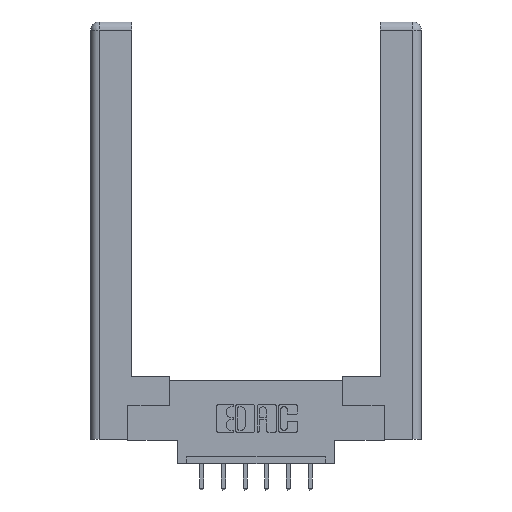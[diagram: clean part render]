
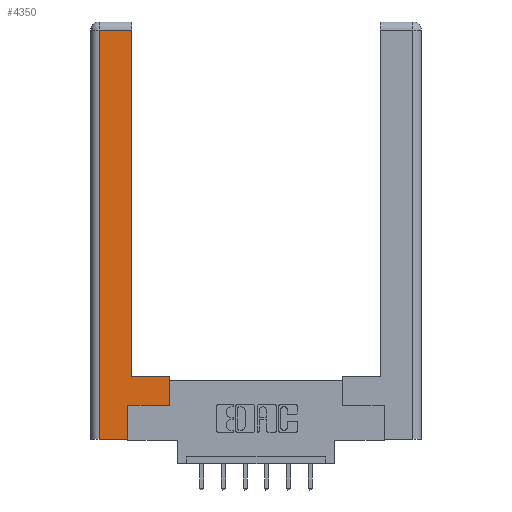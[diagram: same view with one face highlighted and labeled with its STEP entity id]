
A CAD part, top view. The second image highlights one B-rep face of the part: STEP entity #4350.
In plain terms, the highlighted planar face has unit normal (0, 0, 1).
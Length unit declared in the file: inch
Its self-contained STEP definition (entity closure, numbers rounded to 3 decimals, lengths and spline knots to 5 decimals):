
#116 = CARTESIAN_POINT ( 'NONE',  ( 0.265, 0.245, 0. ) ) ;
#243 = EDGE_CURVE ( 'NONE', #7775, #10818, #11065, .T. ) ;
#304 = CARTESIAN_POINT ( 'NONE',  ( 0.0615, 2.94, 0. ) ) ;
#1283 = VECTOR ( 'NONE', #4823, 39.37008 ) ;
#1597 = VECTOR ( 'NONE', #6580, 39.37008 ) ;
#1824 = EDGE_CURVE ( 'NONE', #5194, #3778, #8168, .T. ) ;
#1988 = EDGE_CURVE ( 'NONE', #6474, #3984, #9464, .T. ) ;
#2154 = DIRECTION ( 'NONE',  ( -1., 0., 0. ) ) ;
#2178 = VECTOR ( 'NONE', #11136, 39.37008 ) ;
#2419 = DIRECTION ( 'NONE',  ( 0., 1., 0. ) ) ;
#2480 = VECTOR ( 'NONE', #2419, 39.37008 ) ;
#2831 = VERTEX_POINT ( 'NONE', #10311 ) ;
#3020 = LINE ( 'NONE', #11561, #11987 ) ;
#3040 = EDGE_CURVE ( 'NONE', #3778, #7775, #6260, .T. ) ;
#3119 = CARTESIAN_POINT ( 'NONE',  ( 0.265, 0., 0. ) ) ;
#3522 = ORIENTED_EDGE ( 'NONE', *, *, #8034, .T. ) ;
#3609 = DIRECTION ( 'NONE',  ( 0., -1., 0. ) ) ;
#3714 = EDGE_CURVE ( 'NONE', #10818, #2831, #3020, .T. ) ;
#3778 = VERTEX_POINT ( 'NONE', #10977 ) ;
#3910 = LINE ( 'NONE', #304, #7990 ) ;
#3984 = VERTEX_POINT ( 'NONE', #9299 ) ;
#4106 = EDGE_CURVE ( 'NONE', #9047, #5194, #3910, .T. ) ;
#4350 = ADVANCED_FACE ( 'NONE', ( #6682 ), #6650, .F. ) ;
#4710 = CARTESIAN_POINT ( 'NONE',  ( 0.295, 0.45, 0. ) ) ;
#4823 = DIRECTION ( 'NONE',  ( 0., 1., 0. ) ) ;
#5194 = VERTEX_POINT ( 'NONE', #7675 ) ;
#5267 = ORIENTED_EDGE ( 'NONE', *, *, #8020, .T. ) ;
#5999 = LINE ( 'NONE', #7469, #1597 ) ;
#6005 = VECTOR ( 'NONE', #3609, 39.37008 ) ;
#6078 = AXIS2_PLACEMENT_3D ( 'NONE', #8584, #8507, #9471 ) ;
#6260 = LINE ( 'NONE', #9926, #7255 ) ;
#6276 = ORIENTED_EDGE ( 'NONE', *, *, #4106, .T. ) ;
#6474 = VERTEX_POINT ( 'NONE', #8848 ) ;
#6580 = DIRECTION ( 'NONE',  ( 0., 1., 0. ) ) ;
#6650 = PLANE ( 'NONE',  #6078 ) ;
#6682 = FACE_OUTER_BOUND ( 'NONE', #7208, .T. ) ;
#6735 = ORIENTED_EDGE ( 'NONE', *, *, #1988, .T. ) ;
#6837 = DIRECTION ( 'NONE',  ( 1., 0., 0. ) ) ;
#7091 = CARTESIAN_POINT ( 'NONE',  ( 0.265, 0.245, 0. ) ) ;
#7208 = EDGE_LOOP ( 'NONE', ( #5267, #6276, #8459, #8336, #11421, #11954, #3522, #6735 ) ) ;
#7255 = VECTOR ( 'NONE', #10791, 39.37008 ) ;
#7469 = CARTESIAN_POINT ( 'NONE',  ( 0.295, 3., 0. ) ) ;
#7675 = CARTESIAN_POINT ( 'NONE',  ( 0.0615, 2.94, 0. ) ) ;
#7775 = VERTEX_POINT ( 'NONE', #3119 ) ;
#7990 = VECTOR ( 'NONE', #2154, 39.37008 ) ;
#8020 = EDGE_CURVE ( 'NONE', #3984, #9047, #5999, .T. ) ;
#8034 = EDGE_CURVE ( 'NONE', #2831, #6474, #9339, .T. ) ;
#8119 = CARTESIAN_POINT ( 'NONE',  ( 0.295, 2.94, 0. ) ) ;
#8168 = LINE ( 'NONE', #11951, #6005 ) ;
#8336 = ORIENTED_EDGE ( 'NONE', *, *, #3040, .T. ) ;
#8459 = ORIENTED_EDGE ( 'NONE', *, *, #1824, .T. ) ;
#8507 = DIRECTION ( 'NONE',  ( 0., 0., -1. ) ) ;
#8584 = CARTESIAN_POINT ( 'NONE',  ( 0., 0., 0. ) ) ;
#8848 = CARTESIAN_POINT ( 'NONE',  ( 0.565, 0.45, 0. ) ) ;
#9047 = VERTEX_POINT ( 'NONE', #8119 ) ;
#9299 = CARTESIAN_POINT ( 'NONE',  ( 0.295, 0.45, 0. ) ) ;
#9339 = LINE ( 'NONE', #10326, #1283 ) ;
#9464 = LINE ( 'NONE', #4710, #2178 ) ;
#9471 = DIRECTION ( 'NONE',  ( -1., 0., 0. ) ) ;
#9926 = CARTESIAN_POINT ( 'NONE',  ( 0.265, 0., 0. ) ) ;
#10311 = CARTESIAN_POINT ( 'NONE',  ( 0.565, 0.245, 0. ) ) ;
#10326 = CARTESIAN_POINT ( 'NONE',  ( 0.565, 0.45, 0. ) ) ;
#10791 = DIRECTION ( 'NONE',  ( 1., 0., 0. ) ) ;
#10818 = VERTEX_POINT ( 'NONE', #116 ) ;
#10977 = CARTESIAN_POINT ( 'NONE',  ( 0.0615, 0., 0. ) ) ;
#11065 = LINE ( 'NONE', #7091, #2480 ) ;
#11136 = DIRECTION ( 'NONE',  ( -1., 0., 0. ) ) ;
#11421 = ORIENTED_EDGE ( 'NONE', *, *, #243, .T. ) ;
#11561 = CARTESIAN_POINT ( 'NONE',  ( 0.565, 0.245, 0. ) ) ;
#11951 = CARTESIAN_POINT ( 'NONE',  ( 0.0615, 0., 0. ) ) ;
#11954 = ORIENTED_EDGE ( 'NONE', *, *, #3714, .T. ) ;
#11987 = VECTOR ( 'NONE', #6837, 39.37008 ) ;
